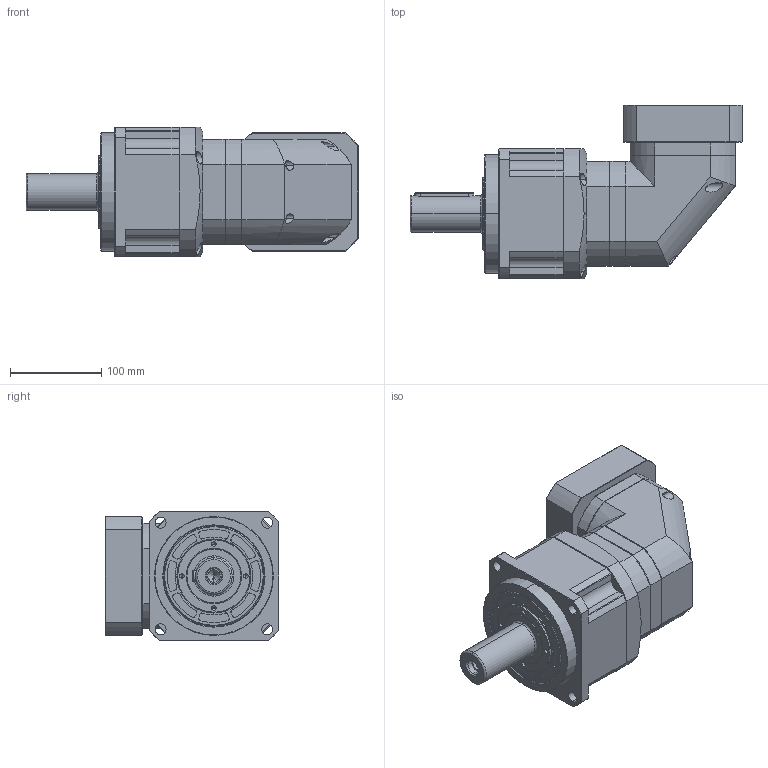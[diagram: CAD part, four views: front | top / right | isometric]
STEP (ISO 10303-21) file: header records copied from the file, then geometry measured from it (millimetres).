
FILE_DESCRIPTION((''),'2;1');
FILE_NAME('TMR142L2-110-22-640001_ASM','2024-06-22T15:00:23',('mayn'),(''),'CREO PARAMETRIC BY PTC INC, 2020053','CREO PARAMETRIC BY PTC INC, 2020053','');
FILE_SCHEMA(('CONFIG_CONTROL_DESIGN'));
Length unit declared in the file: millimetre
Products named in the file (18): HEXAGON_SOCKET_HEAD_CAP_S-10700; SPRING_LOCK_WASHERS--NORMAL_TYP; HEXAGON_SOCKET_HEAD_CAP_S-10760; TMR1150003; HEX_SOCKET_SET_SCREWS_WITH_FLAT; 65X55X700; TM1420002; HEXAGON_SOCKET_HEAD_CAP_SCR-488; _TM115_D110-M8-1450001; TMR115240001; TM1420001; ABR1150001; HEXAGON_SOCKET_HEAD_CAP_S-10645; TMR1150001; TMR1150002; TR142L2-110-22-64-0001_ASM; 24-22; TMR142L2-110-22-640001_ASM
Assembly tree (49 placements, depth 3):
  TMR142L2-110-22-640001_ASM
    TR142L2-110-22-64-0001_ASM
      HEXAGON_SOCKET_HEAD_CAP_S-10700  x5
      SPRING_LOCK_WASHERS--NORMAL_TYP  x16
      HEXAGON_SOCKET_HEAD_CAP_S-10760  x12
      TMR1150003
      HEX_SOCKET_SET_SCREWS_WITH_FLAT
      65X55X700
      TM1420002
      HEXAGON_SOCKET_HEAD_CAP_SCR-488  x2
      _TM115_D110-M8-1450001
      TMR115240001
      TM1420001
      ABR1150001
      HEXAGON_SOCKET_HEAD_CAP_S-10645  x2
      TMR1150001
      TMR1150002
    24-22
Bounding box: 363.3 x 189.9 x 142 mm (x, y, z)
Volume: 4143242.5 mm3; surface area: 434296.7 mm2
Topology: 48 solids, 48 shells, 1479 faces, 3592 edges, 2241 vertices
Faces by surface type: plane 618, cylinder 575, cone 230, torus 56
Entity records: 28744 total; most frequent: CARTESIAN_POINT 5605, DIRECTION 5231, ORIENTED_EDGE 4476, EDGE_CURVE 2238, AXIS2_PLACEMENT_3D 2120, VERTEX_POINT 1440, CIRCLE 1102, EDGE_LOOP 1072
